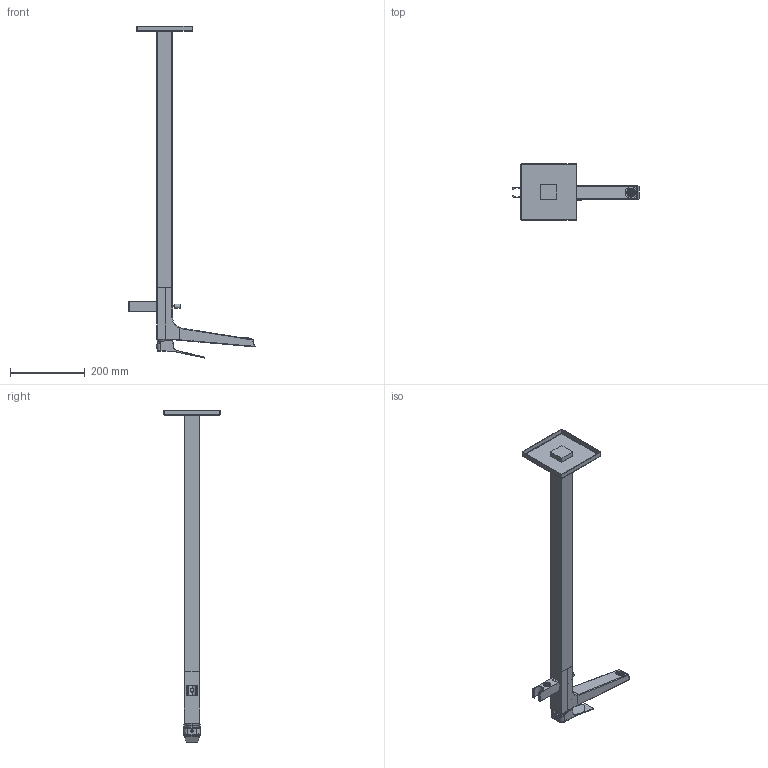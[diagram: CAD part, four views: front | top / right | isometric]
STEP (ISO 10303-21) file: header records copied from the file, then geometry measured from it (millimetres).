
FILE_DESCRIPTION (( 'STEP AP203' ), '1' );
FILE_NAME ('42CP12540.STEP', '2025-10-07T11:02:30', ( '' ), ( '' ), 'SwSTEP 2.0', 'SolidWorks 2021', '' );
FILE_SCHEMA (( 'CONFIG_CONTROL_DESIGN' ));
Length unit declared in the file: millimetre
Products named in the file (1): 42CP12540
Bounding box: 337.21 x 150 x 888.51 mm (x, y, z)
Volume: 1501052.1 mm3; surface area: 337282.7 mm2
Topology: 10 solids, 10 shells, 1208 faces, 3378 edges, 2182 vertices
Faces by surface type: plane 804, cylinder 259, cone 56, bspline 51, sphere 29, torus 9
Entity records: 49236 total; most frequent: CARTESIAN_POINT 17585, ORIENTED_EDGE 6710, DIRECTION 6457, EDGE_CURVE 3355, AXIS2_PLACEMENT_3D 2272, VERTEX_POINT 2180, VECTOR 1913, LINE 1913
